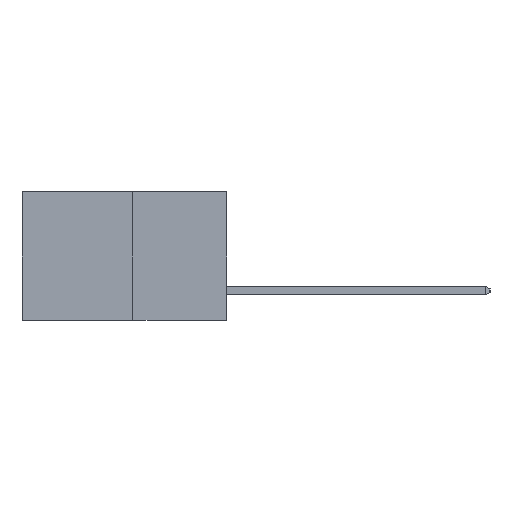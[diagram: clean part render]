
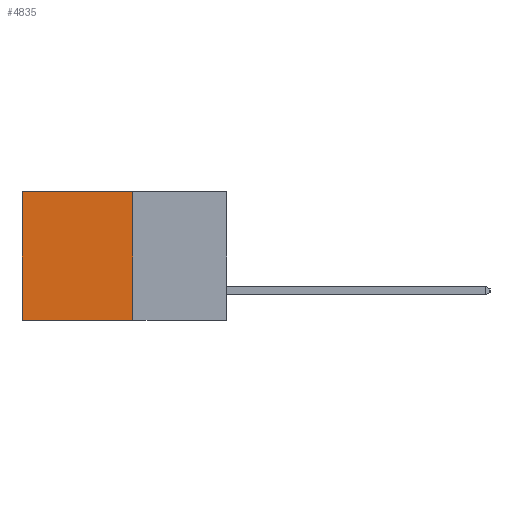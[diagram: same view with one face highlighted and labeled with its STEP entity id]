
A CAD part, left-side view. The second image highlights one B-rep face of the part: STEP entity #4835.
In plain terms, the highlighted planar face has unit normal (-1, 0, 0).
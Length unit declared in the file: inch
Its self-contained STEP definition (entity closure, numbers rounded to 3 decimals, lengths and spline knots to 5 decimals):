
#998 = VERTEX_POINT ( 'NONE', #14229 ) ;
#1019 = VECTOR ( 'NONE', #17951, 39.37008 ) ;
#1197 = CARTESIAN_POINT ( 'NONE',  ( 0.277, 0.59, 0. ) ) ;
#1580 = CARTESIAN_POINT ( 'NONE',  ( 0.277, 0.59, -0.37 ) ) ;
#2418 = LINE ( 'NONE', #17904, #13343 ) ;
#3381 = CARTESIAN_POINT ( 'NONE',  ( 0.277, 0.27, 0. ) ) ;
#3633 = DIRECTION ( 'NONE',  ( 0., 0., -1. ) ) ;
#4101 = VERTEX_POINT ( 'NONE', #1197 ) ;
#4186 = VECTOR ( 'NONE', #9831, 39.37008 ) ;
#4413 = ORIENTED_EDGE ( 'NONE', *, *, #10709, .F. ) ;
#4633 = CARTESIAN_POINT ( 'NONE',  ( 0.277, 0.27, -0.37 ) ) ;
#4652 = LINE ( 'NONE', #9893, #4186 ) ;
#4835 = ADVANCED_FACE ( 'NONE', ( #16036 ), #13745, .F. ) ;
#6331 = ORIENTED_EDGE ( 'NONE', *, *, #12991, .T. ) ;
#6706 = EDGE_CURVE ( 'NONE', #4101, #17544, #2418, .T. ) ;
#6839 = CARTESIAN_POINT ( 'NONE',  ( 0.277, 0.27, -0.37 ) ) ;
#6884 = VERTEX_POINT ( 'NONE', #6839 ) ;
#7779 = EDGE_CURVE ( 'NONE', #998, #6884, #4652, .T. ) ;
#8012 = VECTOR ( 'NONE', #10097, 39.37008 ) ;
#8469 = LINE ( 'NONE', #13176, #8012 ) ;
#9831 = DIRECTION ( 'NONE',  ( 0., 0., -1. ) ) ;
#9893 = CARTESIAN_POINT ( 'NONE',  ( 0.277, 0.27, -0.37 ) ) ;
#10097 = DIRECTION ( 'NONE',  ( 0., 1., 0. ) ) ;
#10709 = EDGE_CURVE ( 'NONE', #6884, #17544, #8469, .T. ) ;
#12991 = EDGE_CURVE ( 'NONE', #998, #4101, #13308, .T. ) ;
#13176 = CARTESIAN_POINT ( 'NONE',  ( 0.277, 0.27, -0.37 ) ) ;
#13188 = ORIENTED_EDGE ( 'NONE', *, *, #6706, .T. ) ;
#13308 = LINE ( 'NONE', #3381, #1019 ) ;
#13343 = VECTOR ( 'NONE', #3633, 39.37008 ) ;
#13745 = PLANE ( 'NONE',  #13836 ) ;
#13772 = ORIENTED_EDGE ( 'NONE', *, *, #7779, .F. ) ;
#13836 = AXIS2_PLACEMENT_3D ( 'NONE', #4633, #16939, #16821 ) ;
#14229 = CARTESIAN_POINT ( 'NONE',  ( 0.277, 0.27, 0. ) ) ;
#16036 = FACE_OUTER_BOUND ( 'NONE', #16354, .T. ) ;
#16354 = EDGE_LOOP ( 'NONE', ( #13188, #4413, #13772, #6331 ) ) ;
#16821 = DIRECTION ( 'NONE',  ( 0., 0., -1. ) ) ;
#16939 = DIRECTION ( 'NONE',  ( 1., 0., 0. ) ) ;
#17544 = VERTEX_POINT ( 'NONE', #1580 ) ;
#17904 = CARTESIAN_POINT ( 'NONE',  ( 0.277, 0.59, -0.37 ) ) ;
#17951 = DIRECTION ( 'NONE',  ( 0., 1., 0. ) ) ;
